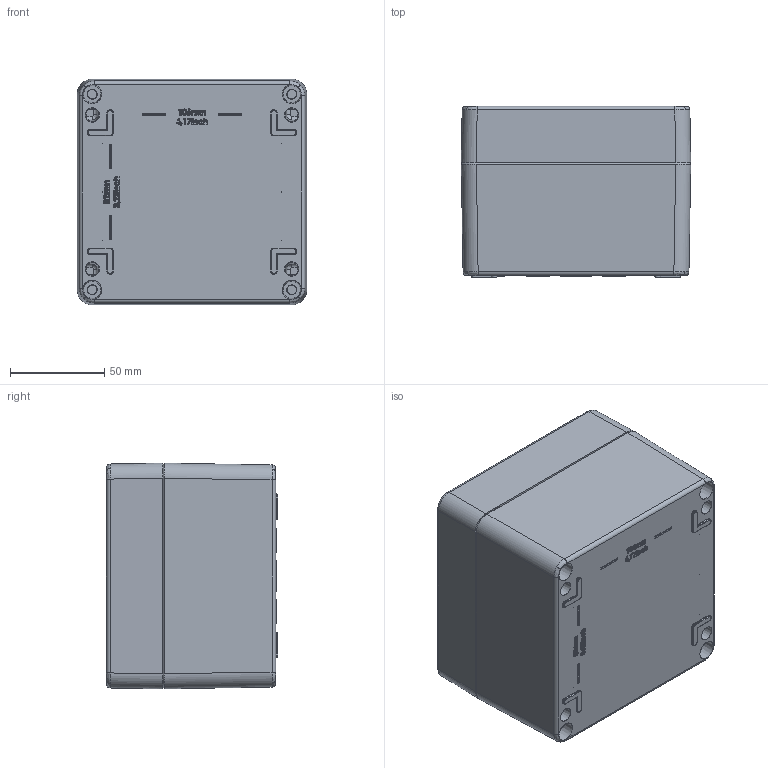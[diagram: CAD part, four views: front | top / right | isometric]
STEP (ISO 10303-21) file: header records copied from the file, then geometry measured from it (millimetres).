
FILE_DESCRIPTION(/* description */ (''),/* implementation_level */ '2;1');
FILE_NAME(/* name */ '09121209000-RST.stp',/* time_stamp */ '2021-09-02T15:09:02+02:00',/* author */ ('sl'),/* organization */ (''),/* preprocessor_version */ 'ST-DEVELOPER v16.5',/* originating_system */ 'Autodesk Inventor 2017',/* authorisation */ '');
FILE_SCHEMA (('AUTOMOTIVE_DESIGN { 1 0 10303 214 3 1 1 }'));
Products named in the file (8): Alu-Gehäuse-14-BG-0001-09_121209_000; Schraube-M6x35-10; Deckel-Alu-Gehäuse-14-BG-0002-09_121209_000; Deckel-Alu-Gehäuse-14-BT-0001-09_121209_000; Dichtlippe-Alu-Gehäuse-14-BT-0003-09_121209_000; UT-Alu-Gehäuse-14-BG-0003-09_121209_000; UT-Alu-Gehäuse-14-BT-0002-09_121209_000; Erdung-Edelstahl-Gehäuse-01-BT-0002-20101006000
Assembly tree (14 placements, depth 3):
  Alu-Gehäuse-14-BG-0001-09_121209_000
    Schraube-M6x35-10  x4
    Deckel-Alu-Gehäuse-14-BG-0002-09_121209_000
      Erdung-Edelstahl-Gehäuse-01-BT-0002-20101006000
      Deckel-Alu-Gehäuse-14-BT-0001-09_121209_000
      Dichtlippe-Alu-Gehäuse-14-BT-0003-09_121209_000
    UT-Alu-Gehäuse-14-BG-0003-09_121209_000
      UT-Alu-Gehäuse-14-BT-0002-09_121209_000
      Erdung-Edelstahl-Gehäuse-01-BT-0002-20101006000  x4
Bounding box: 122 x 91 x 120 mm (x, y, z)
Volume: 363642.5 mm3; surface area: 164291.3 mm2
Topology: 12 solids, 12 shells, 2382 faces, 5761 edges, 3145 vertices
Faces by surface type: bspline 831, cylinder 707, plane 551, sphere 164, cone 81, torus 48
Full cylindrical faces by diameter (mm): 4.7 x5, 5 x15, 5.3 x4, 6 x4, 8 x5
Entity records: 103662 total; most frequent: CARTESIAN_POINT 58618, ORIENTED_EDGE 9796, DIRECTION 8598, EDGE_CURVE 4898, AXIS2_PLACEMENT_3D 3374, VERTEX_POINT 2845, EDGE_LOOP 2375, FACE_OUTER_BOUND 2200
